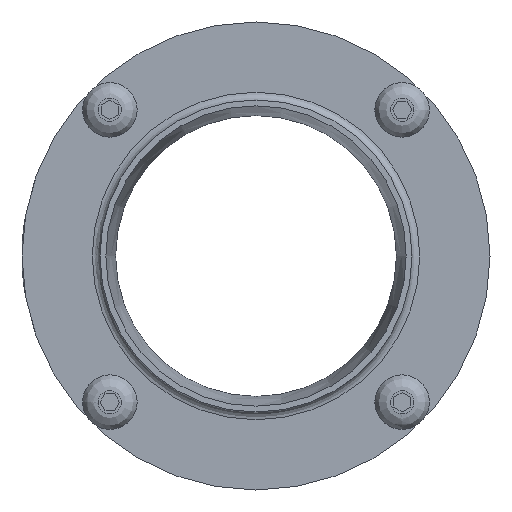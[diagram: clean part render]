
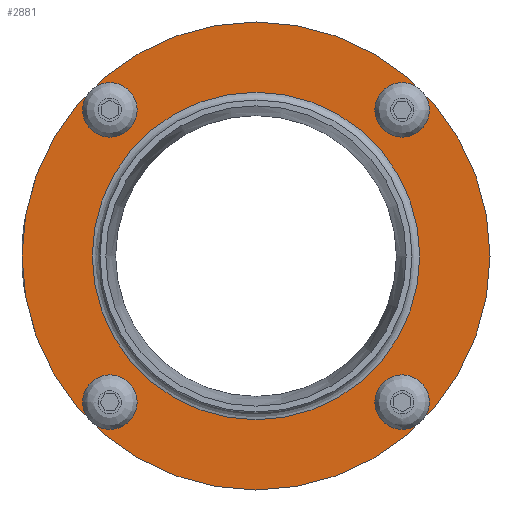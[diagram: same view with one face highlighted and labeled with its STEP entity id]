
A CAD part, left-side view. The second image highlights one B-rep face of the part: STEP entity #2881.
In plain terms, the highlighted planar face has unit normal (-1, 0, 0).
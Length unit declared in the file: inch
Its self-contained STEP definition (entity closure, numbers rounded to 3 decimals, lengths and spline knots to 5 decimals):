
#2627=CARTESIAN_POINT('',(12.65581,6.32845,1.07162));
#2628=VERTEX_POINT('',#2627);
#2629=CARTESIAN_POINT('',(12.65581,6.2291,1.17097));
#2630=DIRECTION('',(1.,0.0,0.0));
#2631=DIRECTION('',(0.0,-0.707,0.707));
#2632=AXIS2_PLACEMENT_3D('',#2629,#2630,#2631);
#2633=CIRCLE('',#2632,0.1405);
#2634=EDGE_CURVE('',#2628,#2628,#2633,.T.);
#2655=CARTESIAN_POINT('',(12.65581,8.47169,-1.07162));
#2656=VERTEX_POINT('',#2655);
#2657=CARTESIAN_POINT('',(12.65581,8.57104,-1.17097));
#2658=DIRECTION('',(1.,0.0,0.0));
#2659=DIRECTION('',(0.0,0.707,-0.707));
#2660=AXIS2_PLACEMENT_3D('',#2657,#2658,#2659);
#2661=CIRCLE('',#2660,0.1405);
#2662=EDGE_CURVE('',#2656,#2656,#2661,.T.);
#2683=CARTESIAN_POINT('',(12.65581,8.47169,1.07162));
#2684=VERTEX_POINT('',#2683);
#2685=CARTESIAN_POINT('',(12.65581,8.57104,1.17097));
#2686=DIRECTION('',(1.,0.0,0.0));
#2687=DIRECTION('',(0.0,0.707,0.707));
#2688=AXIS2_PLACEMENT_3D('',#2685,#2686,#2687);
#2689=CIRCLE('',#2688,0.1405);
#2690=EDGE_CURVE('',#2684,#2684,#2689,.T.);
#2711=CARTESIAN_POINT('',(12.65581,6.32845,-1.07162));
#2712=VERTEX_POINT('',#2711);
#2713=CARTESIAN_POINT('',(12.65581,6.2291,-1.17097));
#2714=DIRECTION('',(1.,0.0,0.0));
#2715=DIRECTION('',(0.0,-0.707,-0.707));
#2716=AXIS2_PLACEMENT_3D('',#2713,#2714,#2715);
#2717=CIRCLE('',#2716,0.1405);
#2718=EDGE_CURVE('',#2712,#2712,#2717,.T.);
#2835=CARTESIAN_POINT('',(12.65581,8.71207,0.0));
#2836=VERTEX_POINT('',#2835);
#2837=CARTESIAN_POINT('',(12.65581,7.40007,0.0));
#2838=DIRECTION('',(1.0,0.0,0.0));
#2839=DIRECTION('',(0.0,1.0,0.0));
#2840=AXIS2_PLACEMENT_3D('',#2837,#2838,#2839);
#2841=CIRCLE('',#2840,1.312);
#2842=EDGE_CURVE('',#2836,#2836,#2841,.T.);
#2850=CARTESIAN_POINT('',(12.65581,8.99357,0.0));
#2851=DIRECTION('',(-1.0,0.0,0.0));
#2852=DIRECTION('',(0.0,0.0,1.0));
#2853=AXIS2_PLACEMENT_3D('',#2850,#2851,#2852);
#2854=PLANE('',#2853);
#2855=CARTESIAN_POINT('',(12.65581,9.27507,0.0));
#2856=VERTEX_POINT('',#2855);
#2857=CARTESIAN_POINT('',(12.65581,7.40007,0.0));
#2858=DIRECTION('',(1.0,0.0,0.0));
#2859=DIRECTION('',(0.0,1.0,0.0));
#2860=AXIS2_PLACEMENT_3D('',#2857,#2858,#2859);
#2861=CIRCLE('',#2860,1.875);
#2862=EDGE_CURVE('',#2856,#2856,#2861,.T.);
#2863=ORIENTED_EDGE('',*,*,#2862,.F.);
#2864=EDGE_LOOP('',(#2863));
#2865=FACE_OUTER_BOUND('',#2864,.T.);
#2866=ORIENTED_EDGE('',*,*,#2634,.T.);
#2867=EDGE_LOOP('',(#2866));
#2868=FACE_BOUND('',#2867,.T.);
#2869=ORIENTED_EDGE('',*,*,#2662,.T.);
#2870=EDGE_LOOP('',(#2869));
#2871=FACE_BOUND('',#2870,.T.);
#2872=ORIENTED_EDGE('',*,*,#2690,.T.);
#2873=EDGE_LOOP('',(#2872));
#2874=FACE_BOUND('',#2873,.T.);
#2875=ORIENTED_EDGE('',*,*,#2718,.T.);
#2876=EDGE_LOOP('',(#2875));
#2877=FACE_BOUND('',#2876,.T.);
#2878=ORIENTED_EDGE('',*,*,#2842,.T.);
#2879=EDGE_LOOP('',(#2878));
#2880=FACE_BOUND('',#2879,.T.);
#2881=ADVANCED_FACE('',(#2865,#2868,#2871,#2874,#2877,#2880),#2854,.T.);
